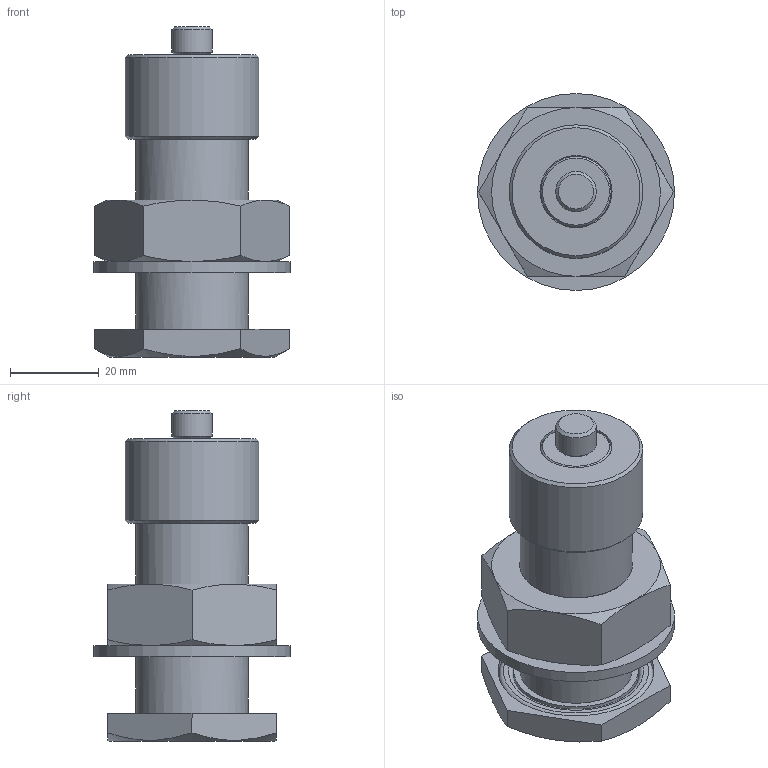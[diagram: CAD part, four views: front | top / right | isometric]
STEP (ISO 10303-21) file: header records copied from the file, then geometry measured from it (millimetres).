
FILE_DESCRIPTION(/* description */ (''),/* implementation_level */ '2;1');
FILE_NAME(/* name */ '2000050a.stp',/* time_stamp */ '2019-07-15T09:48:05-04:00',/* author */ ('Glen_C'),/* organization */ (''),/* preprocessor_version */ 'ST-DEVELOPER v16.13',/* originating_system */ 'Autodesk Inventor 2018',/* authorisation */ '');
FILE_SCHEMA (('AUTOMOTIVE_DESIGN { 1 0 10303 214 3 1 1 }'));
Length unit declared in the file: inch
Products named in the file (1): 2000050_S
Bounding box: 44.45 x 44.45 x 74.6 mm (x, y, z)
Volume: 55689.7 mm3; surface area: 14868.6 mm2
Topology: 1 solids, 1 shells, 78 faces, 167 edges, 102 vertices
Faces by surface type: plane 28, cone 28, cylinder 17, torus 5
Full cylindrical faces by diameter (mm): 3.175 x1, 3.556 x1, 9.144 x1, 15.875 x1, 16.256 x1, 25.349 x2, 25.4 x2, 28.194 x1, 28.372 x1, 30.15 x1, 34.925 x1, 35.306 x1, 44.45 x1
Entity records: 2678 total; most frequent: CARTESIAN_POINT 1040, DIRECTION 314, ORIENTED_EDGE 266, AXIS2_PLACEMENT_3D 147, EDGE_CURVE 133, EDGE_LOOP 122, VERTEX_POINT 97, STYLED_ITEM 79
